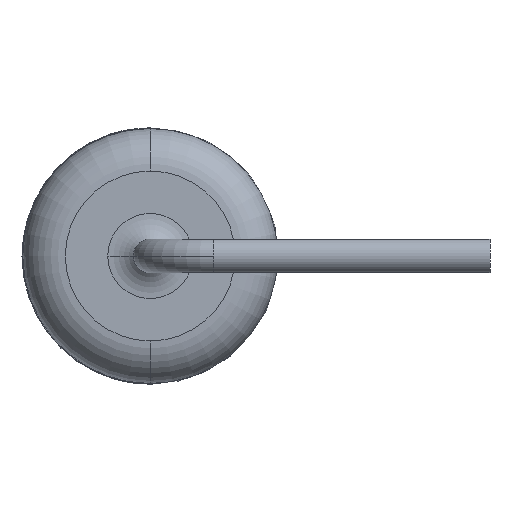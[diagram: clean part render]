
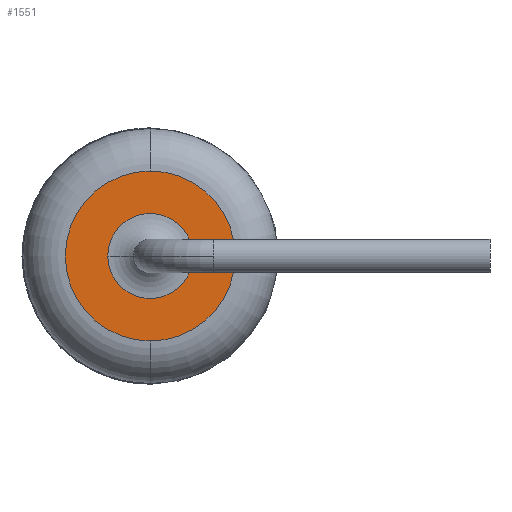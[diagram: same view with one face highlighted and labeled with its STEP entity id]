
A CAD part, left-side view. The second image highlights one B-rep face of the part: STEP entity #1551.
In plain terms, the highlighted planar face has unit normal (-1, 0, 0).
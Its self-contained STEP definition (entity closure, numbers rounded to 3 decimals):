
#128 = ORIENTED_EDGE ( 'NONE', *, *, #1683, .T. ) ;
#210 = CARTESIAN_POINT ( 'NONE',  ( -8.5, 1., 0. ) ) ;
#226 = CARTESIAN_POINT ( 'NONE',  ( -8.5, 0., 0. ) ) ;
#267 = CARTESIAN_POINT ( 'NONE',  ( -8.5, -1., 0. ) ) ;
#280 = ORIENTED_EDGE ( 'NONE', *, *, #808, .T. ) ;
#339 = CIRCLE ( 'NONE', #998, 1. ) ;
#450 = DIRECTION ( 'NONE',  ( -1., 0., 0. ) ) ;
#465 = CIRCLE ( 'NONE', #2632, 2. ) ;
#466 = AXIS2_PLACEMENT_3D ( 'NONE', #1575, #970, #1145 ) ;
#656 = CARTESIAN_POINT ( 'NONE',  ( -8.5, 0., 0. ) ) ;
#807 = ORIENTED_EDGE ( 'NONE', *, *, #2274, .F. ) ;
#808 = EDGE_CURVE ( 'NONE', #2497, #2264, #465, .T. ) ;
#822 = DIRECTION ( 'NONE',  ( 0., 1., 0. ) ) ;
#861 = CIRCLE ( 'NONE', #1768, 1. ) ;
#917 = PLANE ( 'NONE',  #1033 ) ;
#970 = DIRECTION ( 'NONE',  ( -1., 0., 0. ) ) ;
#998 = AXIS2_PLACEMENT_3D ( 'NONE', #1104, #1522, #1717 ) ;
#1033 = AXIS2_PLACEMENT_3D ( 'NONE', #226, #1943, #1523 ) ;
#1072 = CARTESIAN_POINT ( 'NONE',  ( -8.5, 0., 2. ) ) ;
#1073 = FACE_BOUND ( 'NONE', #2426, .T. ) ;
#1104 = CARTESIAN_POINT ( 'NONE',  ( -8.5, 0., 0. ) ) ;
#1145 = DIRECTION ( 'NONE',  ( 0., 0., -1. ) ) ;
#1260 = ORIENTED_EDGE ( 'NONE', *, *, #2606, .F. ) ;
#1301 = DIRECTION ( 'NONE',  ( 0., 0., -1. ) ) ;
#1522 = DIRECTION ( 'NONE',  ( -1., 0., 0. ) ) ;
#1523 = DIRECTION ( 'NONE',  ( 0., 0., -1. ) ) ;
#1551 = ADVANCED_FACE ( 'NONE', ( #1073, #2360 ), #917, .F. ) ;
#1575 = CARTESIAN_POINT ( 'NONE',  ( -8.5, 0., 0. ) ) ;
#1585 = CIRCLE ( 'NONE', #466, 2. ) ;
#1587 = EDGE_LOOP ( 'NONE', ( #128, #280 ) ) ;
#1683 = EDGE_CURVE ( 'NONE', #2264, #2497, #1585, .T. ) ;
#1717 = DIRECTION ( 'NONE',  ( 0., 1., 0. ) ) ;
#1768 = AXIS2_PLACEMENT_3D ( 'NONE', #2087, #1907, #822 ) ;
#1907 = DIRECTION ( 'NONE',  ( -1., 0., 0. ) ) ;
#1943 = DIRECTION ( 'NONE',  ( 1., 0., 0. ) ) ;
#2087 = CARTESIAN_POINT ( 'NONE',  ( -8.5, 0., 0. ) ) ;
#2264 = VERTEX_POINT ( 'NONE', #2676 ) ;
#2274 = EDGE_CURVE ( 'NONE', #2583, #2302, #861, .T. ) ;
#2302 = VERTEX_POINT ( 'NONE', #210 ) ;
#2360 = FACE_OUTER_BOUND ( 'NONE', #1587, .T. ) ;
#2426 = EDGE_LOOP ( 'NONE', ( #1260, #807 ) ) ;
#2497 = VERTEX_POINT ( 'NONE', #1072 ) ;
#2583 = VERTEX_POINT ( 'NONE', #267 ) ;
#2606 = EDGE_CURVE ( 'NONE', #2302, #2583, #339, .T. ) ;
#2632 = AXIS2_PLACEMENT_3D ( 'NONE', #656, #450, #1301 ) ;
#2676 = CARTESIAN_POINT ( 'NONE',  ( -8.5, 0., -2. ) ) ;
